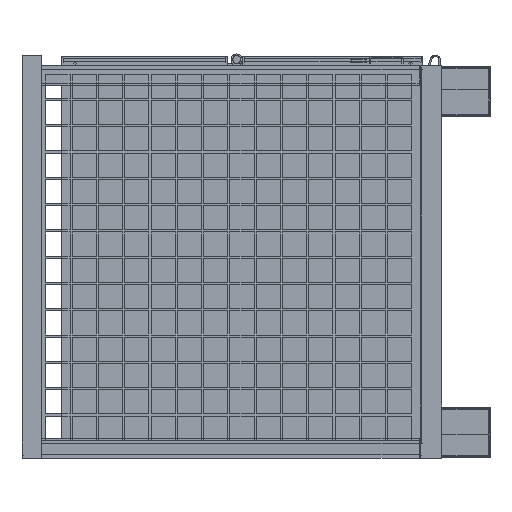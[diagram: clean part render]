
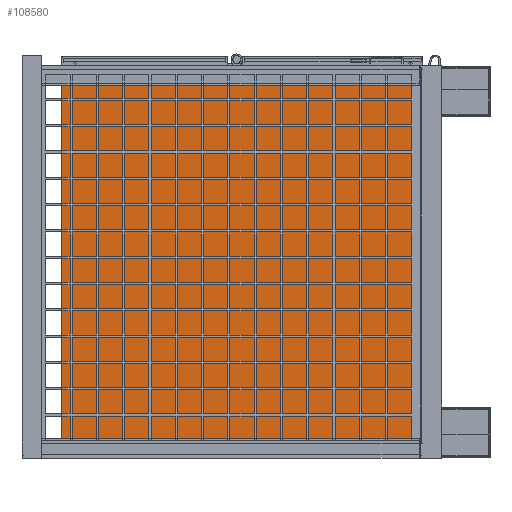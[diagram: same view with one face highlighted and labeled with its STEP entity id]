
A CAD part, left-side view. The second image highlights one B-rep face of the part: STEP entity #108580.
In plain terms, the highlighted planar face has unit normal (-1, 0, 0).
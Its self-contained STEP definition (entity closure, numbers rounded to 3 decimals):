
#2765 = VERTEX_POINT ( 'NONE', #92125 ) ;
#4764 = LINE ( 'NONE', #72966, #154016 ) ;
#7731 = PLANE ( 'NONE',  #188122 ) ;
#12528 = DIRECTION ( 'NONE',  ( 0., -1., 0. ) ) ;
#25936 = DIRECTION ( 'NONE',  ( 0., 0., 1. ) ) ;
#26495 = FACE_OUTER_BOUND ( 'NONE', #64810, .T. ) ;
#41098 = DIRECTION ( 'NONE',  ( 0., 0., -1. ) ) ;
#43856 = LINE ( 'NONE', #209562, #215906 ) ;
#50908 = VECTOR ( 'NONE', #195164, 1000. ) ;
#55182 = ORIENTED_EDGE ( 'NONE', *, *, #160683, .F. ) ;
#60234 = CARTESIAN_POINT ( 'NONE',  ( -606.5, 133., 391. ) ) ;
#61669 = VERTEX_POINT ( 'NONE', #100297 ) ;
#64810 = EDGE_LOOP ( 'NONE', ( #127188, #55182, #112376, #114729 ) ) ;
#72966 = CARTESIAN_POINT ( 'NONE',  ( -606.5, 889., -408. ) ) ;
#75896 = DIRECTION ( 'NONE',  ( 1., 0., 0. ) ) ;
#76361 = LINE ( 'NONE', #78589, #195681 ) ;
#78589 = CARTESIAN_POINT ( 'NONE',  ( -606.5, 889., 391. ) ) ;
#79223 = CARTESIAN_POINT ( 'NONE',  ( -606.5, 889., -408. ) ) ;
#86834 = VERTEX_POINT ( 'NONE', #101984 ) ;
#92125 = CARTESIAN_POINT ( 'NONE',  ( -606.5, 133., -408. ) ) ;
#99086 = VERTEX_POINT ( 'NONE', #60234 ) ;
#100297 = CARTESIAN_POINT ( 'NONE',  ( -606.5, 889., 391. ) ) ;
#101984 = CARTESIAN_POINT ( 'NONE',  ( -606.5, 889., -408. ) ) ;
#108580 = ADVANCED_FACE ( 'NONE', ( #26495 ), #7731, .F. ) ;
#112376 = ORIENTED_EDGE ( 'NONE', *, *, #135460, .F. ) ;
#112478 = LINE ( 'NONE', #160523, #50908 ) ;
#114729 = ORIENTED_EDGE ( 'NONE', *, *, #153686, .T. ) ;
#127188 = ORIENTED_EDGE ( 'NONE', *, *, #127345, .F. ) ;
#127345 = EDGE_CURVE ( 'NONE', #61669, #99086, #76361, .T. ) ;
#135460 = EDGE_CURVE ( 'NONE', #2765, #86834, #112478, .T. ) ;
#153686 = EDGE_CURVE ( 'NONE', #2765, #99086, #43856, .T. ) ;
#154016 = VECTOR ( 'NONE', #209390, 1000. ) ;
#160523 = CARTESIAN_POINT ( 'NONE',  ( -606.5, 889., -408. ) ) ;
#160683 = EDGE_CURVE ( 'NONE', #86834, #61669, #4764, .T. ) ;
#188122 = AXIS2_PLACEMENT_3D ( 'NONE', #79223, #75896, #41098 ) ;
#195164 = DIRECTION ( 'NONE',  ( 0., 1., 0. ) ) ;
#195681 = VECTOR ( 'NONE', #12528, 1000. ) ;
#209390 = DIRECTION ( 'NONE',  ( 0., 0., 1. ) ) ;
#209562 = CARTESIAN_POINT ( 'NONE',  ( -606.5, 133., 391. ) ) ;
#215906 = VECTOR ( 'NONE', #25936, 1000. ) ;
